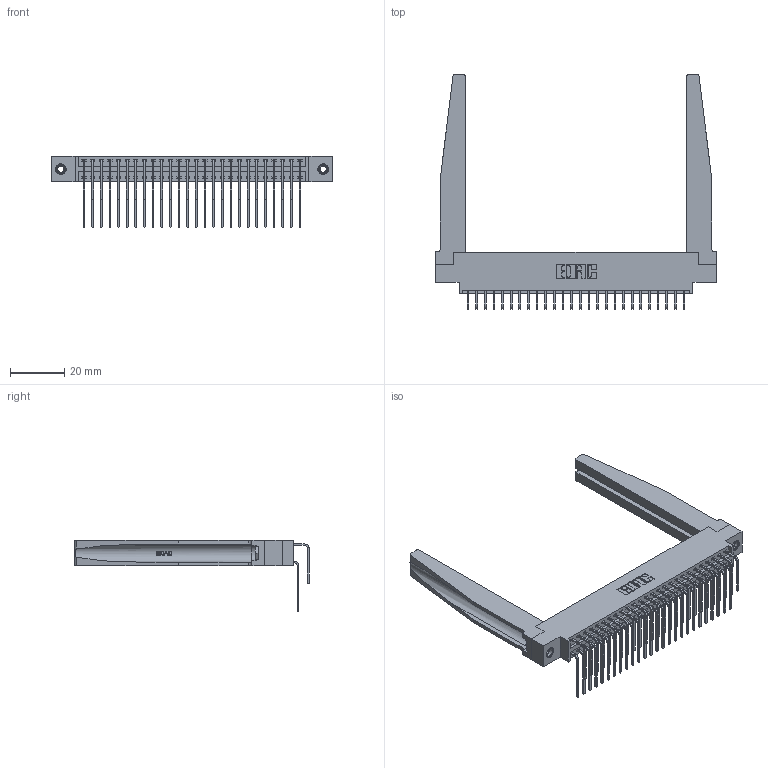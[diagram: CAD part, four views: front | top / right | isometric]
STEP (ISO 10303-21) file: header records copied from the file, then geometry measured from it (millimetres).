
FILE_DESCRIPTION (( 'STEP AP203' ), '1' );
FILE_NAME ('346-052-559-878.STEP', '2022-05-21T02:15:28', ( '' ), ( '' ), 'SwSTEP 2.0', 'SolidWorks 2020', '' );
FILE_SCHEMA (( 'CONFIG_CONTROL_DESIGN' ));
Length unit declared in the file: inch
Products named in the file (6): 346-052-559-878; 345-250-001_345-250-001-102; 346 Part_0.170 Offset - 0.156 Dia-TH; 345-292-001_559 Tail - 2; 346-220-078_345-220-078; 345-292-001_558 559 Tail - 1
Assembly tree (57 placements, depth 2):
  346-052-559-878
    346 Part_0.170 Offset - 0.156 Dia-TH
    345-292-001_558 559 Tail - 1  x26
    345-292-001_559 Tail - 2  x26
    346-220-078_345-220-078  x2
    345-250-001_345-250-001-102  x2
Bounding box: 103.12 x 86.17 x 26.16 mm (x, y, z)
Volume: 16967.7 mm3; surface area: 21765.9 mm2
Topology: 57 solids, 57 shells, 3182 faces, 9357 edges, 6158 vertices
Faces by surface type: plane 2160, cylinder 970, bspline 36, cone 12, torus 4
Entity records: 26202 total; most frequent: CARTESIAN_POINT 5336, ORIENTED_EDGE 4106, DIRECTION 3711, EDGE_CURVE 2053, LINE 1683, VECTOR 1683, VERTEX_POINT 1360, AXIS2_PLACEMENT_3D 1014
